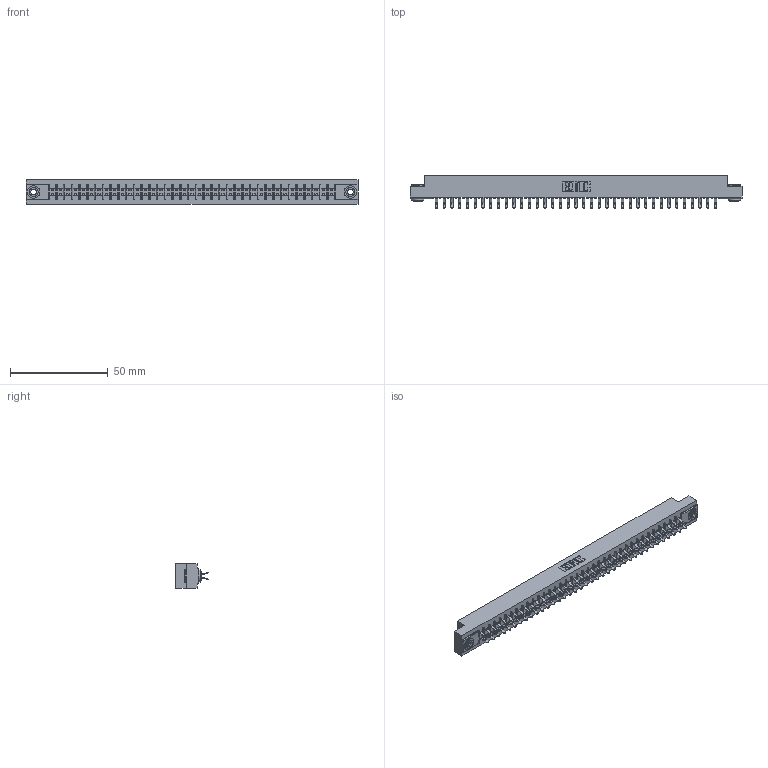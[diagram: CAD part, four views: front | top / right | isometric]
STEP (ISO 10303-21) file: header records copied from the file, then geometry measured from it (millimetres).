
FILE_DESCRIPTION (( 'STEP AP203' ), '1' );
FILE_NAME ('315-074-556-203.STEP', '2019-09-10T22:15:47', ( '' ), ( '' ), 'SwSTEP 2.0', 'SolidWorks 2016', '' );
FILE_SCHEMA (( 'CONFIG_CONTROL_DESIGN' ));
Length unit declared in the file: inch
Products named in the file (4): 345-250-002_345-250-002-102; 305 Part_.156 Dia; 305-290-001_556; 315-074-556-203
Assembly tree (77 placements, depth 2):
  315-074-556-203
    305 Part_.156 Dia
    305-290-001_556  x74
    345-250-002_345-250-002-102  x2
Bounding box: 169.62 x 16.64 x 12.7 mm (x, y, z)
Volume: 17657.9 mm3; surface area: 22619.5 mm2
Topology: 77 solids, 77 shells, 4312 faces, 12379 edges, 8050 vertices
Faces by surface type: plane 2386, cylinder 1770, sphere 148, cone 8
Entity records: 41957 total; most frequent: CARTESIAN_POINT 6926, ORIENTED_EDGE 6866, DIRECTION 6723, EDGE_CURVE 3433, LINE 2757, VECTOR 2757, VERTEX_POINT 2186, AXIS2_PLACEMENT_3D 1983
